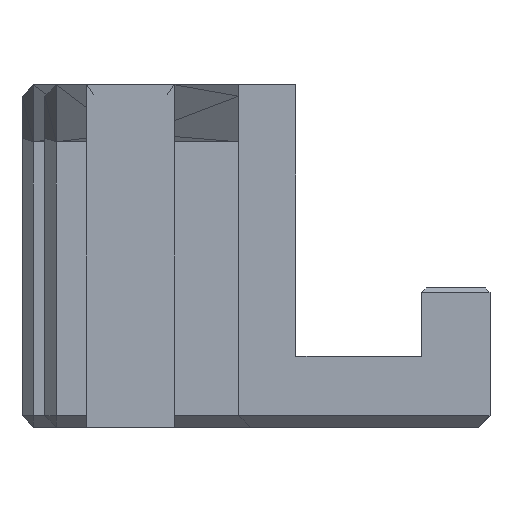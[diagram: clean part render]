
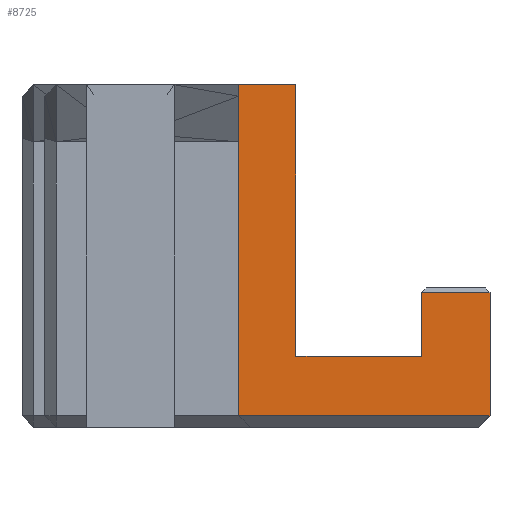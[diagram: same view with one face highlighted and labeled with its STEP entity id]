
A CAD part, left-side view. The second image highlights one B-rep face of the part: STEP entity #8725.
In plain terms, the highlighted planar face has unit normal (-1, 0, 0).
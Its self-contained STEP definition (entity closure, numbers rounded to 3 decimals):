
#403=FACE_OUTER_BOUND('',#928,.T.);
#928=EDGE_LOOP('',(#6143,#6144,#6145,#6146,#6147,#6148,#6149,#6150));
#1489=LINE('',#12600,#2597);
#1496=LINE('',#12613,#2604);
#1585=LINE('',#12791,#2693);
#1586=LINE('',#12793,#2694);
#1587=LINE('',#12795,#2695);
#1588=LINE('',#12797,#2696);
#1589=LINE('',#12799,#2697);
#1590=LINE('',#12800,#2698);
#2597=VECTOR('',#10118,10.);
#2604=VECTOR('',#10127,10.);
#2693=VECTOR('',#10308,10.);
#2694=VECTOR('',#10309,10.);
#2695=VECTOR('',#10310,10.);
#2696=VECTOR('',#10311,10.);
#2697=VECTOR('',#10312,10.);
#2698=VECTOR('',#10313,10.);
#3688=VERTEX_POINT('',#12591);
#3691=VERTEX_POINT('',#12599);
#3696=VERTEX_POINT('',#12611);
#3739=VERTEX_POINT('',#12790);
#3740=VERTEX_POINT('',#12792);
#3741=VERTEX_POINT('',#12794);
#3742=VERTEX_POINT('',#12796);
#3743=VERTEX_POINT('',#12798);
#4525=EDGE_CURVE('',#3691,#3688,#1489,.T.);
#4532=EDGE_CURVE('',#3696,#3688,#1496,.T.);
#4621=EDGE_CURVE('',#3739,#3696,#1585,.T.);
#4622=EDGE_CURVE('',#3740,#3739,#1586,.T.);
#4623=EDGE_CURVE('',#3740,#3741,#1587,.T.);
#4624=EDGE_CURVE('',#3741,#3742,#1588,.T.);
#4625=EDGE_CURVE('',#3742,#3743,#1589,.T.);
#4626=EDGE_CURVE('',#3743,#3691,#1590,.F.);
#6143=ORIENTED_EDGE('',*,*,#4532,.F.);
#6144=ORIENTED_EDGE('',*,*,#4621,.F.);
#6145=ORIENTED_EDGE('',*,*,#4622,.F.);
#6146=ORIENTED_EDGE('',*,*,#4623,.T.);
#6147=ORIENTED_EDGE('',*,*,#4624,.T.);
#6148=ORIENTED_EDGE('',*,*,#4625,.T.);
#6149=ORIENTED_EDGE('',*,*,#4626,.T.);
#6150=ORIENTED_EDGE('',*,*,#4525,.T.);
#8268=PLANE('',#9292);
#8725=ADVANCED_FACE('',(#403),#8268,.T.);
#9292=AXIS2_PLACEMENT_3D('',#12789,#10306,#10307);
#10118=DIRECTION('',(0.,0.,-1.));
#10127=DIRECTION('',(0.,1.,0.));
#10306=DIRECTION('center_axis',(-1.,0.,0.));
#10307=DIRECTION('ref_axis',(0.,0.,
-1.));
#10308=DIRECTION('',(0.,0.,-1.));
#10309=DIRECTION('',(0.,-1.,0.));
#10310=DIRECTION('',(0.,0.,-1.));
#10311=DIRECTION('',(0.,1.,0.));
#10312=DIRECTION('',(0.,0.,1.));
#10313=DIRECTION('',(0.,-1.,0.));
#12591=CARTESIAN_POINT('',(-42.998,11.8,78.774));
#12599=CARTESIAN_POINT('',(-42.998,11.8,107.774));
#12600=CARTESIAN_POINT('',(-42.998,11.8,91.231));
#12611=CARTESIAN_POINT('',(-42.998,-10.2,78.774));
#12613=CARTESIAN_POINT('',(-42.998,4.386,78.774));
#12789=CARTESIAN_POINT('Origin',(-42.998,-7.2,86.461));
#12790=CARTESIAN_POINT('',(-42.998,-10.2,89.574));
#12791=CARTESIAN_POINT('',(-42.998,-10.2,97.118));
#12792=CARTESIAN_POINT('',(-42.998,-4.2,89.574));
#12793=CARTESIAN_POINT('',(-42.998,-3.85,89.574));
#12794=CARTESIAN_POINT('',(-42.998,-4.2,83.974));
#12795=CARTESIAN_POINT('',(-42.998,-4.2,97.718));
#12796=CARTESIAN_POINT('',(-42.998,6.8,83.974));
#12797=CARTESIAN_POINT('',(-42.998,-7.2,83.974));
#12798=CARTESIAN_POINT('',(-42.998,6.8,107.774));
#12799=CARTESIAN_POINT('',(-42.998,6.8,96.718));
#12800=CARTESIAN_POINT('',(-42.998,0.8,107.774));
